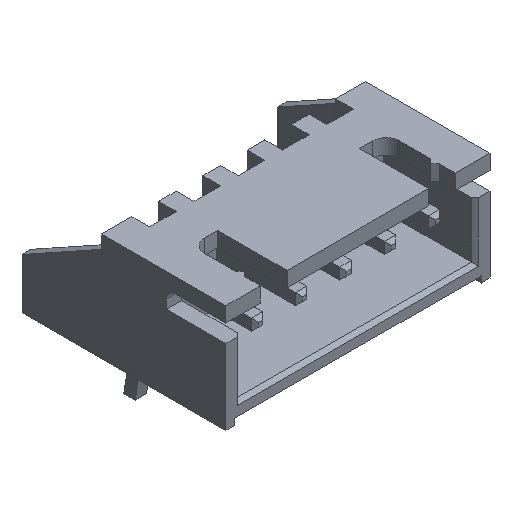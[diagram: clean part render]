
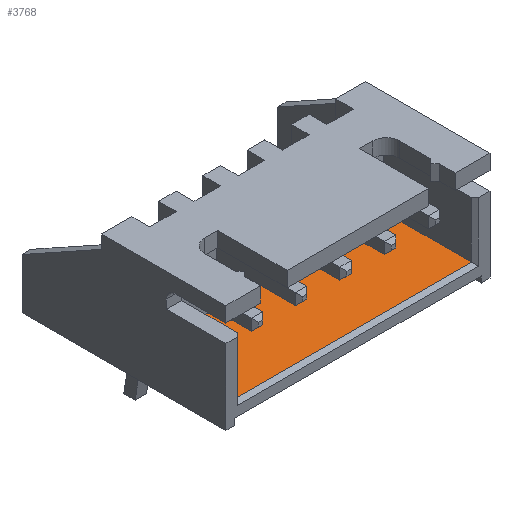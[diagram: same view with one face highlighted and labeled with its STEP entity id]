
A CAD part, isometric view. The second image highlights one B-rep face of the part: STEP entity #3768.
In plain terms, the highlighted planar face has unit normal (0, 0, 1).
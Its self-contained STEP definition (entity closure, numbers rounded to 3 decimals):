
#138 = PLANE('',#139);
#139 = AXIS2_PLACEMENT_3D('',#140,#141,#142);
#140 = CARTESIAN_POINT('',(11.6,-7.6,1.1));
#141 = DIRECTION('',(1.,0.,0.));
#142 = DIRECTION('',(0.,0.,1.));
#217 = PLANE('',#218);
#218 = AXIS2_PLACEMENT_3D('',#219,#220,#221);
#219 = CARTESIAN_POINT('',(-1.6,-7.5,1.));
#220 = DIRECTION('',(0.,-0.707,0.707)
);
#221 = DIRECTION('',(1.,0.,0.));
#479 = VERTEX_POINT('',#480);
#480 = CARTESIAN_POINT('',(11.6,-7.4,1.1));
#775 = EDGE_CURVE('',#479,#776,#778,.T.);
#776 = VERTEX_POINT('',#777);
#777 = CARTESIAN_POINT('',(11.6,-2.45,1.1));
#778 = SURFACE_CURVE('',#779,(#783,#790),.PCURVE_S1.);
#779 = LINE('',#780,#781);
#780 = CARTESIAN_POINT('',(11.6,-7.6,1.1));
#781 = VECTOR('',#782,1.);
#782 = DIRECTION('',(0.,1.,0.));
#783 = PCURVE('',#138,#784);
#784 = DEFINITIONAL_REPRESENTATION('',(#785),#789);
#785 = LINE('',#786,#787);
#786 = CARTESIAN_POINT('',(0.,0.));
#787 = VECTOR('',#788,1.);
#788 = DIRECTION('',(0.,-1.));
#789 = ( GEOMETRIC_REPRESENTATION_CONTEXT(2)
PARAMETRIC_REPRESENTATION_CONTEXT() REPRESENTATION_CONTEXT('2D SPACE',''
) );
#790 = PCURVE('',#791,#796);
#791 = PLANE('',#792);
#792 = AXIS2_PLACEMENT_3D('',#793,#794,#795);
#793 = CARTESIAN_POINT('',(-1.6,-7.6,1.1));
#794 = DIRECTION('',(0.,0.,-1.));
#795 = DIRECTION('',(1.,0.,0.));
#796 = DEFINITIONAL_REPRESENTATION('',(#797),#801);
#797 = LINE('',#798,#799);
#798 = CARTESIAN_POINT('',(13.2,0.));
#799 = VECTOR('',#800,1.);
#800 = DIRECTION('',(0.,-1.));
#801 = ( GEOMETRIC_REPRESENTATION_CONTEXT(2)
PARAMETRIC_REPRESENTATION_CONTEXT() REPRESENTATION_CONTEXT('2D SPACE',''
) );
#819 = PLANE('',#820);
#820 = AXIS2_PLACEMENT_3D('',#821,#822,#823);
#821 = CARTESIAN_POINT('',(11.6,-2.45,5.25));
#822 = DIRECTION('',(0.,1.,0.));
#823 = DIRECTION('',(1.,0.,-0.));
#928 = VERTEX_POINT('',#929);
#929 = CARTESIAN_POINT('',(-1.6,-7.4,1.1));
#952 = EDGE_CURVE('',#928,#479,#953,.T.);
#953 = SURFACE_CURVE('',#954,(#958,#965),.PCURVE_S1.);
#954 = LINE('',#955,#956);
#955 = CARTESIAN_POINT('',(-1.6,-7.4,1.1));
#956 = VECTOR('',#957,1.);
#957 = DIRECTION('',(1.,0.,0.));
#958 = PCURVE('',#217,#959);
#959 = DEFINITIONAL_REPRESENTATION('',(#960),#964);
#960 = LINE('',#961,#962);
#961 = CARTESIAN_POINT('',(0.,0.141));
#962 = VECTOR('',#963,1.);
#963 = DIRECTION('',(1.,0.));
#964 = ( GEOMETRIC_REPRESENTATION_CONTEXT(2)
PARAMETRIC_REPRESENTATION_CONTEXT() REPRESENTATION_CONTEXT('2D SPACE',''
) );
#965 = PCURVE('',#791,#966);
#966 = DEFINITIONAL_REPRESENTATION('',(#967),#971);
#967 = LINE('',#968,#969);
#968 = CARTESIAN_POINT('',(0.,-0.2));
#969 = VECTOR('',#970,1.);
#970 = DIRECTION('',(1.,0.));
#971 = ( GEOMETRIC_REPRESENTATION_CONTEXT(2)
PARAMETRIC_REPRESENTATION_CONTEXT() REPRESENTATION_CONTEXT('2D SPACE',''
) );
#1015 = PLANE('',#1016);
#1016 = AXIS2_PLACEMENT_3D('',#1017,#1018,#1019);
#1017 = CARTESIAN_POINT('',(-1.6,-7.6,5.25));
#1018 = DIRECTION('',(-1.,0.,0.));
#1019 = DIRECTION('',(0.,0.,-1.));
#3768 = ADVANCED_FACE('',(#3769),#791,.F.);
#3769 = FACE_BOUND('',#3770,.F.);
#3770 = EDGE_LOOP('',(#3771,#3794,#3815,#3816));
#3771 = ORIENTED_EDGE('',*,*,#3772,.T.);
#3772 = EDGE_CURVE('',#928,#3773,#3775,.T.);
#3773 = VERTEX_POINT('',#3774);
#3774 = CARTESIAN_POINT('',(-1.6,-2.45,1.1));
#3775 = SURFACE_CURVE('',#3776,(#3780,#3787),.PCURVE_S1.);
#3776 = LINE('',#3777,#3778);
#3777 = CARTESIAN_POINT('',(-1.6,-7.6,1.1));
#3778 = VECTOR('',#3779,1.);
#3779 = DIRECTION('',(0.,1.,0.));
#3780 = PCURVE('',#791,#3781);
#3781 = DEFINITIONAL_REPRESENTATION('',(#3782),#3786);
#3782 = LINE('',#3783,#3784);
#3783 = CARTESIAN_POINT('',(0.,0.));
#3784 = VECTOR('',#3785,1.);
#3785 = DIRECTION('',(0.,-1.));
#3786 = ( GEOMETRIC_REPRESENTATION_CONTEXT(2)
PARAMETRIC_REPRESENTATION_CONTEXT() REPRESENTATION_CONTEXT('2D SPACE',''
) );
#3787 = PCURVE('',#1015,#3788);
#3788 = DEFINITIONAL_REPRESENTATION('',(#3789),#3793);
#3789 = LINE('',#3790,#3791);
#3790 = CARTESIAN_POINT('',(4.15,0.));
#3791 = VECTOR('',#3792,1.);
#3792 = DIRECTION('',(0.,-1.));
#3793 = ( GEOMETRIC_REPRESENTATION_CONTEXT(2)
PARAMETRIC_REPRESENTATION_CONTEXT() REPRESENTATION_CONTEXT('2D SPACE',''
) );
#3794 = ORIENTED_EDGE('',*,*,#3795,.T.);
#3795 = EDGE_CURVE('',#3773,#776,#3796,.T.);
#3796 = SURFACE_CURVE('',#3797,(#3801,#3808),.PCURVE_S1.);
#3797 = LINE('',#3798,#3799);
#3798 = CARTESIAN_POINT('',(-1.6,-2.45,1.1));
#3799 = VECTOR('',#3800,1.);
#3800 = DIRECTION('',(1.,0.,0.));
#3801 = PCURVE('',#791,#3802);
#3802 = DEFINITIONAL_REPRESENTATION('',(#3803),#3807);
#3803 = LINE('',#3804,#3805);
#3804 = CARTESIAN_POINT('',(0.,-5.15));
#3805 = VECTOR('',#3806,1.);
#3806 = DIRECTION('',(1.,0.));
#3807 = ( GEOMETRIC_REPRESENTATION_CONTEXT(2)
PARAMETRIC_REPRESENTATION_CONTEXT() REPRESENTATION_CONTEXT('2D SPACE',''
) );
#3808 = PCURVE('',#819,#3809);
#3809 = DEFINITIONAL_REPRESENTATION('',(#3810),#3814);
#3810 = LINE('',#3811,#3812);
#3811 = CARTESIAN_POINT('',(-13.2,4.15));
#3812 = VECTOR('',#3813,1.);
#3813 = DIRECTION('',(1.,0.));
#3814 = ( GEOMETRIC_REPRESENTATION_CONTEXT(2)
PARAMETRIC_REPRESENTATION_CONTEXT() REPRESENTATION_CONTEXT('2D SPACE',''
) );
#3815 = ORIENTED_EDGE('',*,*,#775,.F.);
#3816 = ORIENTED_EDGE('',*,*,#952,.F.);
